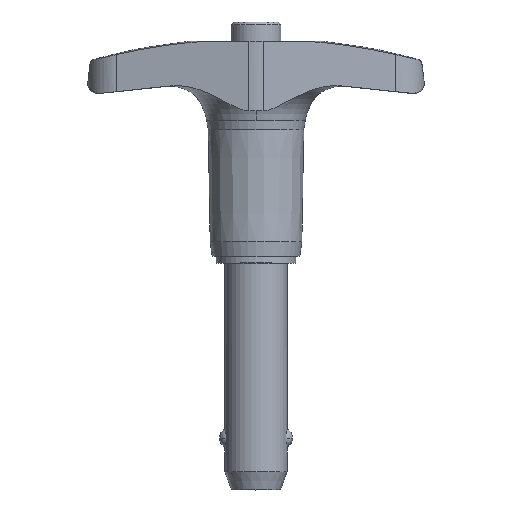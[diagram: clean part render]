
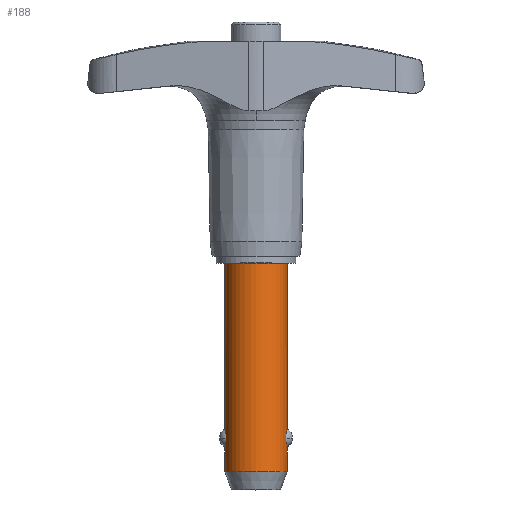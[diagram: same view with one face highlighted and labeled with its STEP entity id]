
A CAD part, top view. The second image highlights one B-rep face of the part: STEP entity #188.
In plain terms, the highlighted cylindrical face has radius 4.763 mm (diameter 9.525 mm), a partial arc.
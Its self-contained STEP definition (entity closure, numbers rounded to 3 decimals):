
#188=ADVANCED_FACE('',(#401),#402,.T.);
#401=FACE_OUTER_BOUND('',#636,.T.);
#402=CYLINDRICAL_SURFACE('',#637,4.763);
#636=EDGE_LOOP('',(#1155,#1156,#1157,#1158,#1159,#1160,#1161,#1162,#1163,#1164));
#637=AXIS2_PLACEMENT_3D('',#1165,#1166,#1167);
#1155=ORIENTED_EDGE('',*,*,#1506,.T.);
#1156=ORIENTED_EDGE('',*,*,#1578,.T.);
#1157=ORIENTED_EDGE('',*,*,#1556,.T.);
#1158=ORIENTED_EDGE('',*,*,#1513,.T.);
#1159=ORIENTED_EDGE('',*,*,#1522,.F.);
#1160=ORIENTED_EDGE('',*,*,#1511,.T.);
#1161=ORIENTED_EDGE('',*,*,#1618,.T.);
#1162=ORIENTED_EDGE('',*,*,#1576,.T.);
#1163=ORIENTED_EDGE('',*,*,#1508,.T.);
#1164=ORIENTED_EDGE('',*,*,#1518,.T.);
#1165=CARTESIAN_POINT('',(0.0,-17.336,0.0));
#1166=DIRECTION('',(-0.0,1.0,0.0));
#1167=DIRECTION('',(1.0,0.0,0.0));
#1506=EDGE_CURVE('',#1841,#1842,#1843,.T.);
#1508=EDGE_CURVE('',#1846,#1844,#1847,.T.);
#1511=EDGE_CURVE('',#1852,#1850,#1853,.T.);
#1513=EDGE_CURVE('',#1856,#1854,#1857,.T.);
#1518=EDGE_CURVE('',#1844,#1841,#1864,.T.);
#1522=EDGE_CURVE('',#1852,#1854,#1869,.T.);
#1556=EDGE_CURVE('',#1919,#1856,#1921,.T.);
#1576=EDGE_CURVE('',#1948,#1846,#1950,.T.);
#1578=EDGE_CURVE('',#1842,#1919,#1952,.T.);
#1618=EDGE_CURVE('',#1850,#1948,#2010,.T.);
#1841=VERTEX_POINT('',#2725);
#1842=VERTEX_POINT('',#2726);
#1843=LINE('',#2727,#2728);
#1844=VERTEX_POINT('',#2729);
#1846=VERTEX_POINT('',#2731);
#1847=LINE('',#2732,#2733);
#1850=VERTEX_POINT('',#2749);
#1852=VERTEX_POINT('',#2764);
#1853=LINE('',#2765,#2766);
#1854=VERTEX_POINT('',#2767);
#1856=VERTEX_POINT('',#2769);
#1857=LINE('',#2770,#2771);
#1864=CIRCLE('',#2805,4.763);
#1869=CIRCLE('',#2811,4.763);
#1919=VERTEX_POINT('',#3014);
#1921=B_SPLINE_CURVE_WITH_KNOTS('',3,(#3016,#3017,#3018,#3019,#3020,#3021,#3022,#3023,#3024,#3025,#3026,#3027,#3028,#3029),.UNSPECIFIED.,.F.,.F.,(4,2,2,2,2,2,4),(4.167,4.628,5.089,5.305,5.522,5.886,6.25),.UNSPECIFIED.);
#1948=VERTEX_POINT('',#3088);
#1950=B_SPLINE_CURVE_WITH_KNOTS('',3,(#3090,#3091,#3092,#3093,#3094,#3095,#3096,#3097,#3098,#3099,#3100,#3101,#3102,#3103),.UNSPECIFIED.,.F.,.F.,(4,2,2,2,2,2,4),(0.0,0.461,0.922,1.139,1.355,1.719,2.083),.UNSPECIFIED.);
#1952=B_SPLINE_CURVE_WITH_KNOTS('',3,(#3105,#3106,#3107,#3108,#3109,#3110,#3111,#3112,#3113,#3114,#3115,#3116,#3117,#3118),.UNSPECIFIED.,.F.,.F.,(4,2,2,2,2,2,4),(2.083,2.447,2.811,3.028,3.245,3.706,4.167),.UNSPECIFIED.);
#2010=B_SPLINE_CURVE_WITH_KNOTS('',3,(#3323,#3324,#3325,#3326,#3327,#3328,#3329,#3330,#3331,#3332,#3333,#3334,#3335,#3336),.UNSPECIFIED.,.F.,.F.,(4,2,2,2,2,2,4),(6.25,6.614,6.978,7.194,7.411,7.872,8.333),.UNSPECIFIED.);
#2725=CARTESIAN_POINT('',(4.763,-31.89,0.0));
#2726=CARTESIAN_POINT('',(4.763,-28.08,0.));
#2727=CARTESIAN_POINT('',(4.763,-17.336,0.));
#2728=VECTOR('',#3975,1.0);
#2729=CARTESIAN_POINT('',(-4.763,-31.89,0.));
#2731=CARTESIAN_POINT('',(-4.763,-28.08,0.));
#2732=CARTESIAN_POINT('',(-4.763,-17.336,0.));
#2733=VECTOR('',#3979,1.0);
#2749=CARTESIAN_POINT('',(-4.763,-25.4,0.));
#2764=CARTESIAN_POINT('',(-4.763,0.0,0.));
#2765=CARTESIAN_POINT('',(-4.763,-17.336,0.));
#2766=VECTOR('',#3980,1.0);
#2767=CARTESIAN_POINT('',(4.763,0.0,0.0));
#2769=CARTESIAN_POINT('',(4.763,-25.4,0.));
#2770=CARTESIAN_POINT('',(4.763,-17.336,0.));
#2771=VECTOR('',#3984,1.0);
#2805=AXIS2_PLACEMENT_3D('',#3986,#3987,#3988);
#2811=AXIS2_PLACEMENT_3D('',#3993,#3994,#3995);
#3014=CARTESIAN_POINT('',(4.543,-26.74,1.429));
#3016=CARTESIAN_POINT('',(4.543,-26.74,1.429));
#3017=CARTESIAN_POINT('',(4.543,-26.586,1.429));
#3018=CARTESIAN_POINT('',(4.552,-26.422,1.4));
#3019=CARTESIAN_POINT('',(4.587,-26.119,1.282));
#3020=CARTESIAN_POINT('',(4.612,-25.98,1.192));
#3021=CARTESIAN_POINT('',(4.647,-25.815,1.042));
#3022=CARTESIAN_POINT('',(4.66,-25.761,0.985));
#3023=CARTESIAN_POINT('',(4.684,-25.664,0.863));
#3024=CARTESIAN_POINT('',(4.696,-25.622,0.797));
#3025=CARTESIAN_POINT('',(4.722,-25.529,0.629));
#3026=CARTESIAN_POINT('',(4.737,-25.479,0.507));
#3027=CARTESIAN_POINT('',(4.757,-25.415,0.253));
#3028=CARTESIAN_POINT('',(4.763,-25.4,0.121));
#3029=CARTESIAN_POINT('',(4.763,-25.4,0.));
#3088=CARTESIAN_POINT('',(-4.543,-26.74,1.429));
#3090=CARTESIAN_POINT('',(-4.543,-26.74,1.429));
#3091=CARTESIAN_POINT('',(-4.543,-26.893,1.429));
#3092=CARTESIAN_POINT('',(-4.552,-27.057,1.4));
#3093=CARTESIAN_POINT('',(-4.587,-27.36,1.282));
#3094=CARTESIAN_POINT('',(-4.612,-27.5,1.192));
#3095=CARTESIAN_POINT('',(-4.647,-27.665,1.042));
#3096=CARTESIAN_POINT('',(-4.66,-27.719,0.985));
#3097=CARTESIAN_POINT('',(-4.684,-27.815,0.863));
#3098=CARTESIAN_POINT('',(-4.696,-27.858,0.797));
#3099=CARTESIAN_POINT('',(-4.722,-27.951,0.629));
#3100=CARTESIAN_POINT('',(-4.737,-28.,0.507));
#3101=CARTESIAN_POINT('',(-4.757,-28.065,0.253));
#3102=CARTESIAN_POINT('',(-4.763,-28.08,0.121));
#3103=CARTESIAN_POINT('',(-4.763,-28.08,0.));
#3105=CARTESIAN_POINT('',(4.763,-28.08,0.0));
#3106=CARTESIAN_POINT('',(4.763,-28.08,0.121));
#3107=CARTESIAN_POINT('',(4.757,-28.065,0.253));
#3108=CARTESIAN_POINT('',(4.737,-28.,0.507));
#3109=CARTESIAN_POINT('',(4.722,-27.951,0.629));
#3110=CARTESIAN_POINT('',(4.696,-27.858,0.797));
#3111=CARTESIAN_POINT('',(4.684,-27.815,0.863));
#3112=CARTESIAN_POINT('',(4.66,-27.719,0.985));
#3113=CARTESIAN_POINT('',(4.647,-27.665,1.042));
#3114=CARTESIAN_POINT('',(4.612,-27.5,1.192));
#3115=CARTESIAN_POINT('',(4.587,-27.36,1.282));
#3116=CARTESIAN_POINT('',(4.552,-27.057,1.4));
#3117=CARTESIAN_POINT('',(4.543,-26.893,1.429));
#3118=CARTESIAN_POINT('',(4.543,-26.74,1.429));
#3323=CARTESIAN_POINT('',(-4.763,-25.4,0.));
#3324=CARTESIAN_POINT('',(-4.763,-25.4,0.121));
#3325=CARTESIAN_POINT('',(-4.757,-25.415,0.253));
#3326=CARTESIAN_POINT('',(-4.737,-25.479,0.507));
#3327=CARTESIAN_POINT('',(-4.722,-25.529,0.629));
#3328=CARTESIAN_POINT('',(-4.696,-25.622,0.797));
#3329=CARTESIAN_POINT('',(-4.684,-25.664,0.863));
#3330=CARTESIAN_POINT('',(-4.66,-25.761,0.985));
#3331=CARTESIAN_POINT('',(-4.647,-25.815,1.042));
#3332=CARTESIAN_POINT('',(-4.612,-25.98,1.192));
#3333=CARTESIAN_POINT('',(-4.587,-26.119,1.282));
#3334=CARTESIAN_POINT('',(-4.552,-26.422,1.4));
#3335=CARTESIAN_POINT('',(-4.543,-26.586,1.429));
#3336=CARTESIAN_POINT('',(-4.543,-26.74,1.429));
#3975=DIRECTION('',(0.0,1.0,0.0));
#3979=DIRECTION('',(-0.0,-1.0,-0.0));
#3980=DIRECTION('',(-0.0,-1.0,-0.0));
#3984=DIRECTION('',(0.0,1.0,0.0));
#3986=CARTESIAN_POINT('',(0.0,-31.89,0.0));
#3987=DIRECTION('',(0.,1.0,0.0));
#3988=DIRECTION('',(1.0,0.,0.0));
#3993=CARTESIAN_POINT('',(0.0,0.0,0.0));
#3994=DIRECTION('',(-0.0,1.0,0.0));
#3995=DIRECTION('',(1.0,0.0,0.0));
